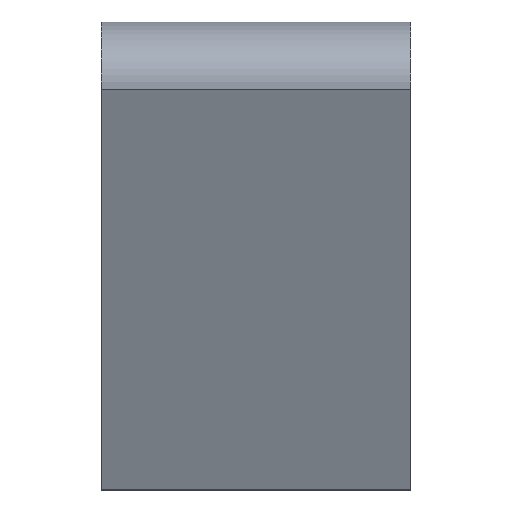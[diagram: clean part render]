
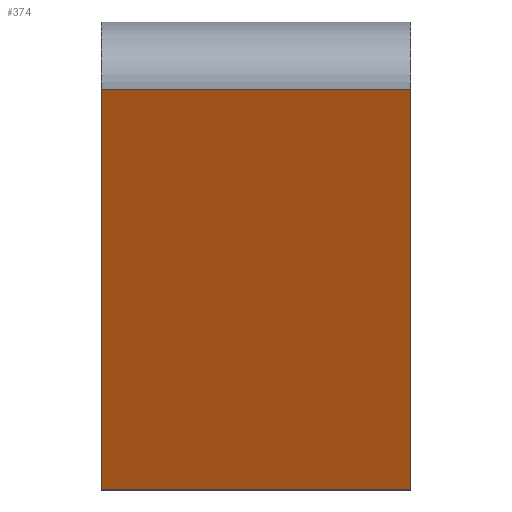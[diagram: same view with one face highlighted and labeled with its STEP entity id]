
A CAD part, left-side view. The second image highlights one B-rep face of the part: STEP entity #374.
In plain terms, the highlighted planar face has unit normal (-0.92, 0, -0.392).
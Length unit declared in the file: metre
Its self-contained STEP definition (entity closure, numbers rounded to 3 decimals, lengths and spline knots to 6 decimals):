
#62=ORIENTED_EDGE('',*,*,#163,.F.);
#63=ORIENTED_EDGE('',*,*,#164,.F.);
#64=ORIENTED_EDGE('',*,*,#165,.T.);
#65=ORIENTED_EDGE('',*,*,#161,.T.);
#161=EDGE_CURVE('',#209,#208,#244,.T.);
#163=EDGE_CURVE('',#210,#208,#245,.T.);
#164=EDGE_CURVE('',#211,#210,#246,.T.);
#165=EDGE_CURVE('',#211,#209,#247,.T.);
#208=VERTEX_POINT('',#599);
#209=VERTEX_POINT('',#601);
#210=VERTEX_POINT('',#609);
#211=VERTEX_POINT('',#611);
#244=LINE('',#600,#286);
#245=LINE('',#608,#287);
#246=LINE('',#610,#288);
#247=LINE('',#612,#289);
#286=VECTOR('',#463,1.);
#287=VECTOR('',#466,1.);
#288=VECTOR('',#467,1.);
#289=VECTOR('',#468,1.);
#320=EDGE_LOOP('',(#62,#63,#64,#65));
#340=FACE_BOUND('',#320,.T.);
#356=PLANE('',#409);
#374=ADVANCED_FACE('',(#340),#356,.T.);
#409=AXIS2_PLACEMENT_3D('',#607,#464,#465);
#463=DIRECTION('',(0.,1.,0.));
#464=DIRECTION('',(-0.92,0.,-0.392));
#465=DIRECTION('',(-0.392,0.,0.92));
#466=DIRECTION('',(-0.392,0.,0.92));
#467=DIRECTION('',(0.,1.,0.));
#468=DIRECTION('',(-0.392,0.,0.92));
#599=CARTESIAN_POINT('',(-0.044018,0.,0.025194));
#600=CARTESIAN_POINT('',(-0.044018,-0.02,0.025194));
#601=CARTESIAN_POINT('',(-0.044018,-0.02,0.025194));
#607=CARTESIAN_POINT('',(-0.038495,-0.02,0.01225));
#608=CARTESIAN_POINT('',(-0.038495,0.,0.01225));
#609=CARTESIAN_POINT('',(-0.032973,0.,-0.000695));
#610=CARTESIAN_POINT('',(-0.032973,-0.02,-0.000695));
#611=CARTESIAN_POINT('',(-0.032973,-0.02,-0.000695));
#612=CARTESIAN_POINT('',(-0.038495,-0.02,0.01225));
